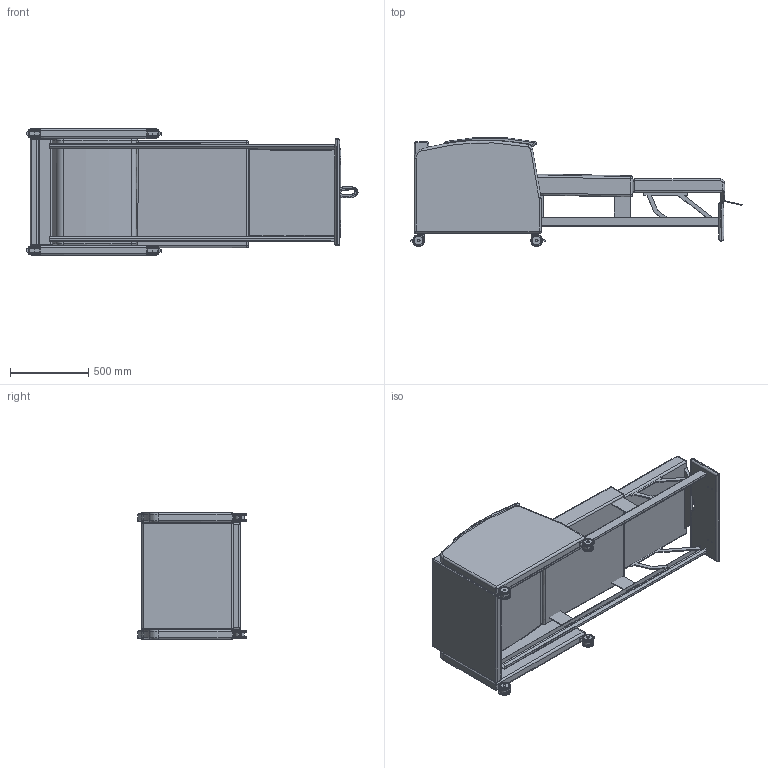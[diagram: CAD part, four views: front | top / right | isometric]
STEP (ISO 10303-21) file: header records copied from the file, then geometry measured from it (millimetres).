
FILE_DESCRIPTION(/* description */ (''),/* implementation_level */ '2;1');
FILE_NAME(/* name */ 'E0700W sleeper.stp',/* time_stamp */ '2017-01-25T11:34:43-05:00',/* author */ ('emerkel'),/* organization */ (''),/* preprocessor_version */ 'ST-DEVELOPER v16.5',/* originating_system */ 'Autodesk Inventor 2017',/* authorisation */ '');
FILE_SCHEMA (('AUTOMOTIVE_DESIGN { 1 0 10303 214 3 1 1 }'));
Length unit declared in the file: inch
Products named in the file (18): E0700 sleeper; E0800 UARM L; E0800 UARM R; UFBACK E0700; UOBACK E0700; UPOUT 0700; USEAT 0700; USEATX 0700; CAST COL 3"LC; CAST COL LOCK; CAST COL 3IN CENTER; CAST COL 3IN WHEEL; CAST COL 3IN INNER WHEEL; CSTR STEM 1.5C; EV7000 MAC BLK; CHANNELS; CHNL BRKT 4X.25; USEATX BRKT
Assembly tree (28 placements, depth 3):
  E0700 sleeper
    E0800 UARM L
    E0800 UARM R
    UFBACK E0700
    UOBACK E0700
    UPOUT 0700
    USEAT 0700
    USEATX 0700
    CAST COL 3"LC  x4
      CAST COL 3IN WHEEL
      CAST COL LOCK
      CAST COL 3IN CENTER
      CAST COL 3IN INNER WHEEL
      CSTR STEM 1.5C
    EV7000 MAC BLK  x2
    CHANNELS  x2
    CHNL BRKT 4X.25  x4
    USEATX BRKT  x2
Bounding box: 2126.69 x 697.77 x 813.42 mm (x, y, z)
Volume: 256632337.2 mm3; surface area: 8387791.6 mm2
Topology: 45 solids, 45 shells, 998 faces, 2180 edges, 1295 vertices
Faces by surface type: cylinder 350, plane 305, torus 215, bspline 68, sphere 48, cone 12
Full cylindrical faces by diameter (mm): 7.938 x11, 8.89 x4, 9.525 x4, 10.998 x4, 17.462 x4, 17.475 x4, 17.526 x8, 20.747 x4, 55.88 x8, 55.956 x8, 75.006 x8
Entity records: 18765 total; most frequent: CARTESIAN_POINT 7876, DIRECTION 2285, ORIENTED_EDGE 2046, EDGE_CURVE 1023, AXIS2_PLACEMENT_3D 927, VERTEX_POINT 626, EDGE_LOOP 541, FACE_OUTER_BOUND 479
